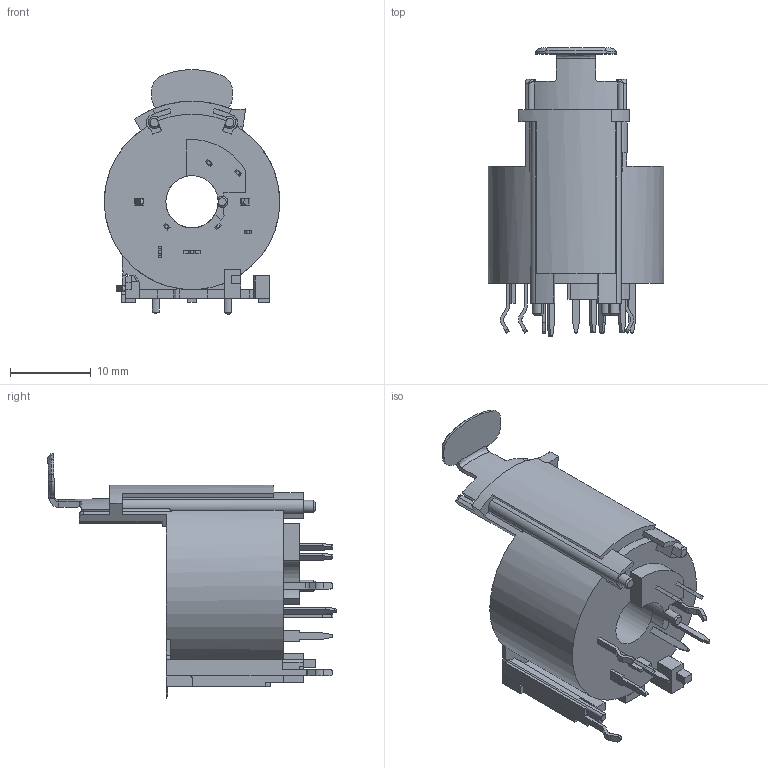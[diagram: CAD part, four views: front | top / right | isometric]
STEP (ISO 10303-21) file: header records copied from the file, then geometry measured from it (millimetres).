
FILE_DESCRIPTION((''),'2;1');
FILE_NAME('RCJ10FA_V','2020-06-30T',('zyj'),(''),'PRO/ENGINEER BY PARAMETRIC TECHNOLOGY CORPORATION, 2013040','PRO/ENGINEER BY PARAMETRIC TECHNOLOGY CORPORATION, 2013040','');
FILE_SCHEMA(('CONFIG_CONTROL_DESIGN','SHAPE_APPEARANCE_LAYERS_GROUPS'));
Length unit declared in the file: millimetre
Products named in the file (1): RCJ10FA_V
Bounding box: 21.8 x 35.81 x 30.33 mm (x, y, z)
Volume: 6011.9 mm3; surface area: 3591.2 mm2
Topology: 2 solids, 2 shells, 477 faces, 1398 edges, 935 vertices
Faces by surface type: plane 350, cylinder 81, cone 16, extrusion 12, bspline 12, torus 4, sphere 2
Entity records: 16756 total; most frequent: CARTESIAN_POINT 3925, ORIENTED_EDGE 2788, DIRECTION 2440, EDGE_CURVE 1394, VECTOR 1048, LINE 1036, VERTEX_POINT 935, AXIS2_PLACEMENT_3D 696
